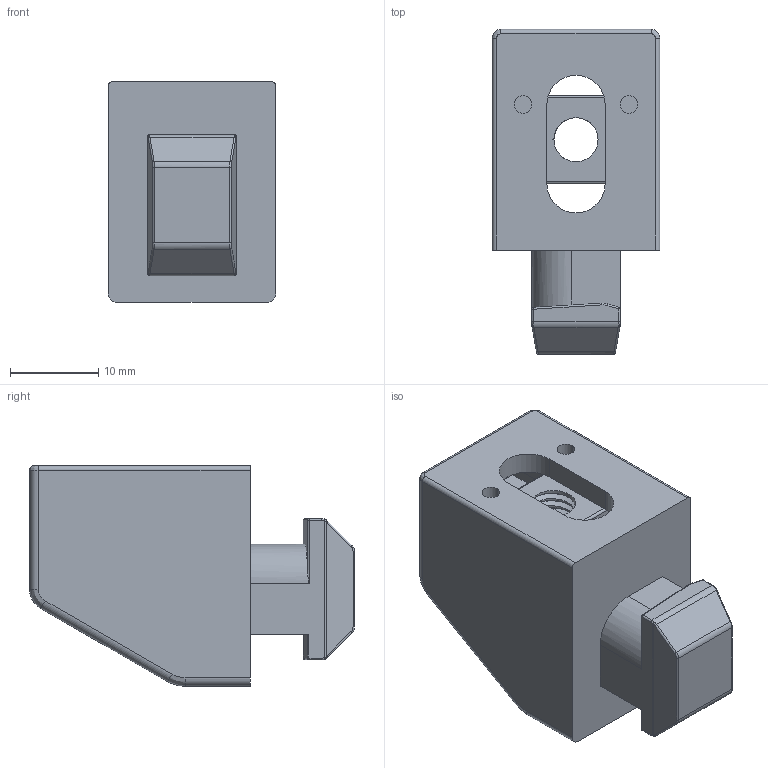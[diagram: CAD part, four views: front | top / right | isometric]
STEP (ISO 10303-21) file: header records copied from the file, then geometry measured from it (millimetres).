
FILE_DESCRIPTION (( 'STEP AP203' ), '1' );
FILE_NAME ('162980.step', '2023-01-11T15:39:22', ( '' ), ( '' ), 'SwSTEP 2.0', 'SolidWorks 2021', '' );
FILE_SCHEMA (( 'CONFIG_CONTROL_DESIGN' ));
Length unit declared in the file: inch
Products named in the file (1): 162980
Bounding box: 19 x 36.81 x 25 mm (x, y, z)
Volume: 6731.6 mm3; surface area: 4977.2 mm2
Topology: 2 solids, 2 shells, 186 faces, 460 edges, 270 vertices
Faces by surface type: cylinder 80, plane 63, bspline 43
Entity records: 6598 total; most frequent: CARTESIAN_POINT 2447, ORIENTED_EDGE 896, DIRECTION 801, EDGE_CURVE 448, AXIS2_PLACEMENT_3D 280, VERTEX_POINT 270, LINE 241, VECTOR 241
